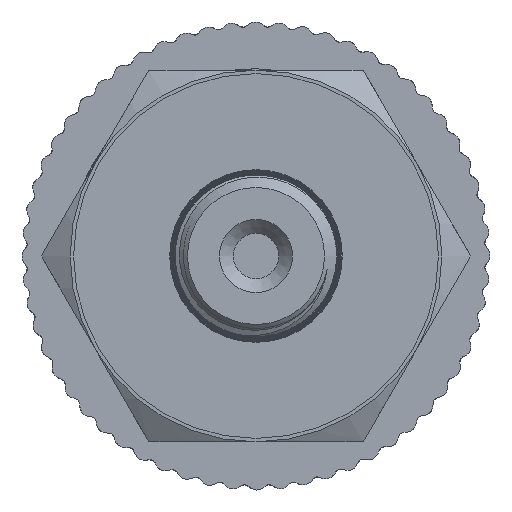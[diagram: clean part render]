
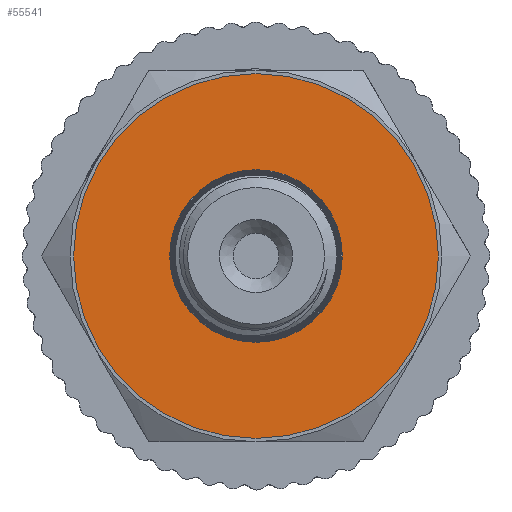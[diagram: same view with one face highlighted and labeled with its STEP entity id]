
A CAD part, left-side view. The second image highlights one B-rep face of the part: STEP entity #55541.
In plain terms, the highlighted planar face has unit normal (-1, 0, 0).
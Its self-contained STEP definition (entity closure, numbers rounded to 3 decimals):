
#5066=PLANE('',#58918);
#7212=FACE_BOUND('',#11783,.T.);
#8254=FACE_OUTER_BOUND('',#11782,.T.);
#11782=EDGE_LOOP('',(#38626));
#11783=EDGE_LOOP('',(#38627));
#15371=CIRCLE('',#58807,6.27);
#15405=CIRCLE('',#58909,13.25);
#22219=VERTEX_POINT('',#85308);
#22763=VERTEX_POINT('',#94679);
#28038=EDGE_CURVE('',#22219,#22219,#15371,.T.);
#28861=EDGE_CURVE('',#22763,#22763,#15405,.T.);
#38626=ORIENTED_EDGE('',*,*,#28861,.T.);
#38627=ORIENTED_EDGE('',*,*,#28038,.T.);
#55541=ADVANCED_FACE('',(#8254,#7212),#5066,.T.);
#58807=AXIS2_PLACEMENT_3D('',#85309,#66522,#66523);
#58909=AXIS2_PLACEMENT_3D('',#94680,#67006,#67007);
#58918=AXIS2_PLACEMENT_3D('',#95464,#67027,#67028);
#66522=DIRECTION('center_axis',(1.,0.,0.));
#66523=DIRECTION('ref_axis',(0.,0.,-1.));
#67006=DIRECTION('center_axis',(-1.,0.,0.));
#67007=DIRECTION('ref_axis',(0.,1.,0.));
#67027=DIRECTION('center_axis',(-1.,0.,0.));
#67028=DIRECTION('ref_axis',(0.,0.,1.));
#85308=CARTESIAN_POINT('',(-48.,-6.27,0.));
#85309=CARTESIAN_POINT('Origin',(-48.,0.,0.));
#94679=CARTESIAN_POINT('',(-48.,-13.25,0.));
#94680=CARTESIAN_POINT('Origin',(-48.,0.,0.));
#95464=CARTESIAN_POINT('Origin',(-48.,13.5,0.));
